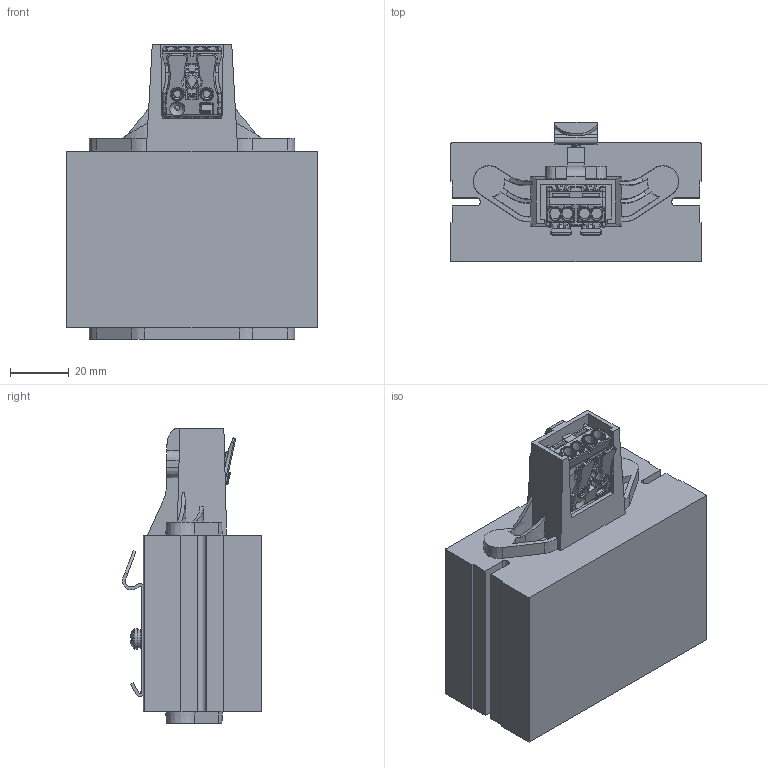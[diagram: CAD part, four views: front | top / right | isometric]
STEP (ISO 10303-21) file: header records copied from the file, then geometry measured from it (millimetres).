
FILE_DESCRIPTION(('STEP AP214'), '1');
FILE_NAME('SNB-XXX-000', '', ('UNSPECIFIED'), ('UNSPECIFIED'), 'C3D Converter', 'C3D Toolkit', '');
FILE_SCHEMA(('AUTOMOTIVE_DESIGN { 1 0 10303 214 3 1 1}'));
Length unit declared in the file: millimetre
Products named in the file (8): (Unsaved); Heat sink; Holder; Terminal; Cap; DIN-clip v1; DIN-clip v6; DIN7981 3,5x9,5 v10
Assembly tree (7 placements, depth 3):
  (Unsaved)
    Heat sink
    Holder
    Terminal
    Cap
    DIN-clip v1
      DIN-clip v6
    DIN7981 3,5x9,5 v10
Bounding box: 85 x 47.2 x 100 mm (x, y, z)
Volume: 214313.4 mm3; surface area: 41216.7 mm2
Topology: 6 solids, 10 shells, 1019 faces, 2851 edges, 1838 vertices
Faces by surface type: plane 546, cylinder 218, bspline 84, cone 78, torus 68, sphere 25
Full cylindrical faces by diameter (mm): 4.2 x1, 4.25 x2, 6.2 x1, 6.9 x1
Entity records: 57186 total; most frequent: CARTESIAN_POINT 23797, ORIENTED_EDGE 5588, DIRECTION 4613, EDGE_CURVE 2794, VERTEX_POINT 1817, LINE 1613, VECTOR 1613, AXIS2_PLACEMENT_3D 1500
